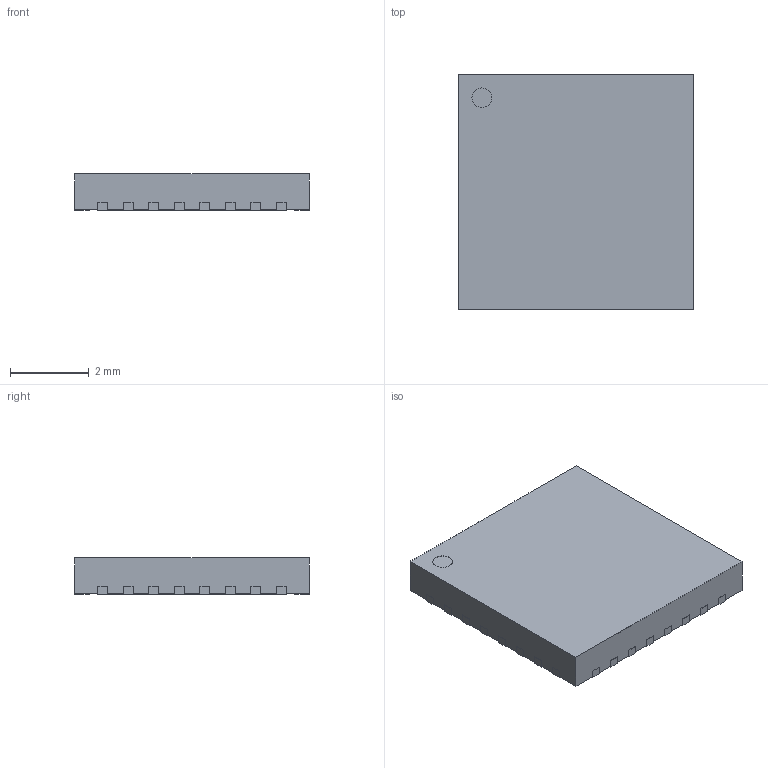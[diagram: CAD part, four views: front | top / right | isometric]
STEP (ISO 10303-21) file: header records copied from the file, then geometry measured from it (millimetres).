
FILE_DESCRIPTION(/* description */ ('model of QFN-32-1EP_6x6mm_Pitch0.65mm'),/* implementation_level */ '2;1');
FILE_NAME(/* name */ 'QFN-32-1EP_6x6mm_Pitch0.65mm.step',/* time_stamp */ '2017-06-25T00:24:08',/* author */ ('kicad StepUp','ksu'),/* organization */ ('FreeCAD'),/* preprocessor_version */ 'OCC',/* originating_system */ 'kicad StepUp',/* authorisation */ '');
FILE_SCHEMA(('AUTOMOTIVE_DESIGN_CC2 { 1 2 10303 214 -1 1 5 4 }'));
Length unit declared in the file: millimetre
Products named in the file (1): QFN_32_1EP_6x6mm_Pitch065mm
Bounding box: 6 x 6 x 0.92 mm (x, y, z)
Volume: 32.7 mm3; surface area: 94.5 mm2
Topology: 1 solids, 1 shells, 206 faces, 606 edges, 404 vertices
Faces by surface type: plane 173, cylinder 33
Full cylindrical faces by diameter (mm): 0.5 x1
Entity records: 16140 total; most frequent: CARTESIAN_POINT 2984, DIRECTION 2068, LINE 1521, VECTOR 1521, ORIENTED_EDGE 1212, PCURVE 1212, DEFINITIONAL_REPRESENTATION 1212, EDGE_CURVE 606
